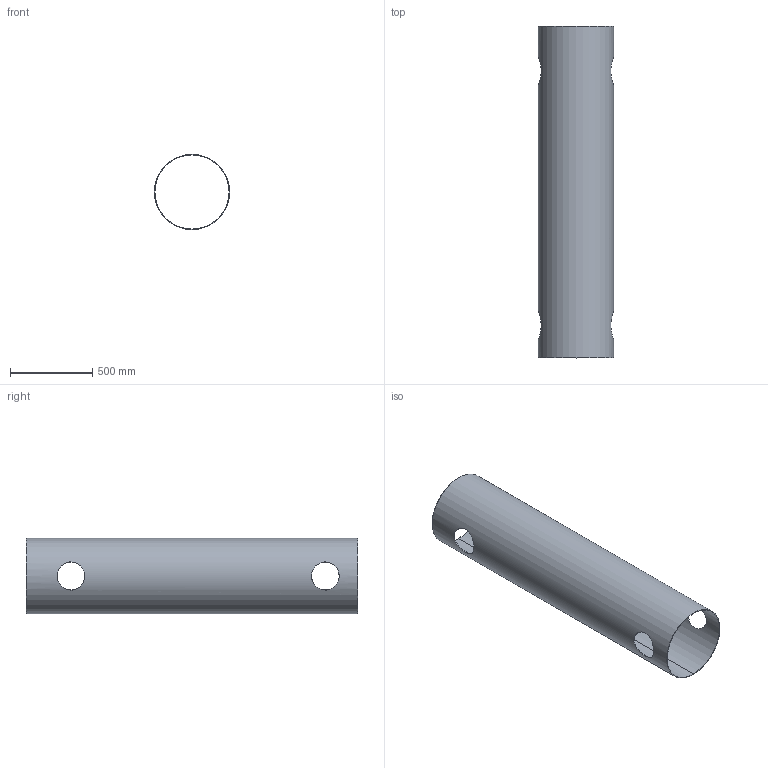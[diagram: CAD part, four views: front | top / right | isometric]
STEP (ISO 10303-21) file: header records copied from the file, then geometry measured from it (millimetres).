
FILE_DESCRIPTION (( 'STEP AP203' ), '1' );
FILE_NAME ('PSAVR-6.STEP', '2021-03-15T13:35:24', ( '' ), ( '' ), 'SwSTEP 2.0', 'SolidWorks 2021', '' );
FILE_SCHEMA (( 'CONFIG_CONTROL_DESIGN' ));
Length unit declared in the file: inch
Products named in the file (1): PSAVR-6
Bounding box: 455.93 x 2013.52 x 455.93 mm (x, y, z)
Volume: 8804959.7 mm3; surface area: 5573935.8 mm2
Topology: 1 solids, 1 shells, 14 faces, 36 edges, 24 vertices
Faces by surface type: bspline 8, plane 4, cylinder 2
Full cylindrical faces by diameter (mm): 449.58 x1, 455.93 x1
Entity records: 6107 total; most frequent: CARTESIAN_POINT 5735, ORIENTED_EDGE 72, EDGE_CURVE 36, DIRECTION 30, VERTEX_POINT 24, B_SPLINE_CURVE_WITH_KNOTS 24, EDGE_LOOP 22, FACE_OUTER_BOUND 14
